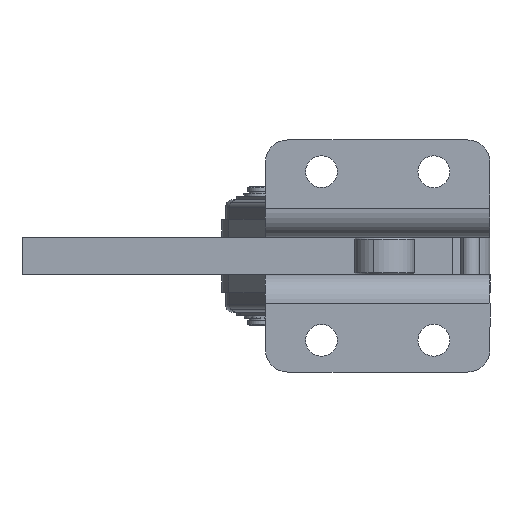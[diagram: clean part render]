
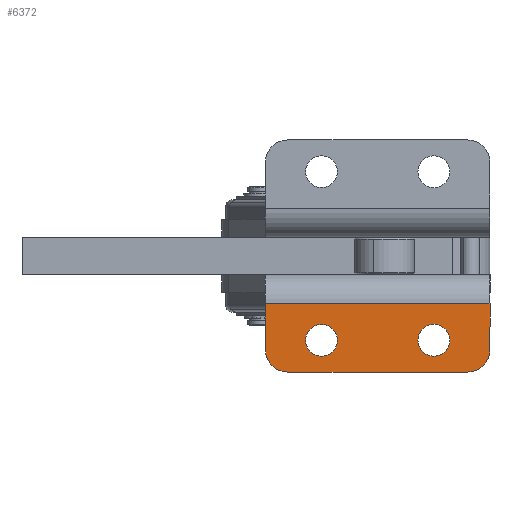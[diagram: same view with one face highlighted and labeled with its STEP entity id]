
A CAD part, front view. The second image highlights one B-rep face of the part: STEP entity #6372.
In plain terms, the highlighted free-form (B-spline) face has degree [1, 1] with [2, 2] control points.
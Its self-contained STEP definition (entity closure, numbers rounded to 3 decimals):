
#2481=CARTESIAN_POINT('',(4.991,304.046,-91.965));
#2482=VERTEX_POINT('',#2481);
#2491=CARTESIAN_POINT('',(-3.509,304.046,-91.965));
#2492=VERTEX_POINT('',#2491);
#2493=CARTESIAN_POINT('',(0.741,304.046,-91.965));
#2494=DIRECTION('',(0.0,-1.0,0.0));
#2495=DIRECTION('',(1.0,0.0,0.0));
#2496=AXIS2_PLACEMENT_3D('',#2493,#2494,#2495);
#2497=CIRCLE('',#2496,4.25);
#2498=EDGE_CURVE('',#2482,#2492,#2497,.T.);
#2544=CARTESIAN_POINT('',(-33.509,304.046,-91.965));
#2545=VERTEX_POINT('',#2544);
#2554=CARTESIAN_POINT('',(-25.009,304.046,-91.965));
#2555=VERTEX_POINT('',#2554);
#2556=CARTESIAN_POINT('',(-29.259,304.046,-91.965));
#2557=DIRECTION('',(0.0,-1.0,0.0));
#2558=DIRECTION('',(-1.0,0.0,0.0));
#2559=AXIS2_PLACEMENT_3D('',#2556,#2557,#2558);
#2560=CIRCLE('',#2559,4.25);
#2561=EDGE_CURVE('',#2545,#2555,#2560,.T.);
#2607=CARTESIAN_POINT('',(13.984,304.046,-98.707));
#2608=VERTEX_POINT('',#2607);
#2617=CARTESIAN_POINT('',(9.741,304.046,-100.465));
#2618=VERTEX_POINT('',#2617);
#2619=CARTESIAN_POINT('',(9.741,304.046,-94.465));
#2620=DIRECTION('',(0.,-1.,0.));
#2621=DIRECTION('',(0.707,0.,-0.707));
#2622=AXIS2_PLACEMENT_3D('',#2619,#2620,#2621);
#2623=CIRCLE('',#2622,6.);
#2624=EDGE_CURVE('',#2618,#2608,#2623,.T.);
#2670=CARTESIAN_POINT('',(-42.501,304.046,-98.707));
#2671=VERTEX_POINT('',#2670);
#2680=CARTESIAN_POINT('',(-44.259,304.046,-94.465));
#2681=VERTEX_POINT('',#2680);
#2682=CARTESIAN_POINT('',(-38.259,304.046,-94.465));
#2683=DIRECTION('',(0.,-1.,0.));
#2684=DIRECTION('',(-0.707,0.,-0.707));
#2685=AXIS2_PLACEMENT_3D('',#2682,#2683,#2684);
#2686=CIRCLE('',#2685,6.0);
#2687=EDGE_CURVE('',#2681,#2671,#2686,.T.);
#5808=CARTESIAN_POINT('',(15.741,304.046,-82.21));
#5809=VERTEX_POINT('',#5808);
#5818=CARTESIAN_POINT('',(-44.259,304.046,-82.21));
#5819=VERTEX_POINT('',#5818);
#5827=CARTESIAN_POINT('',(-44.259,304.046,-82.21));
#5828=DIRECTION('',(1.0,0.0,0.0));
#5829=VECTOR('',#5828,60.0);
#5830=LINE('',#5827,#5829);
#5831=EDGE_CURVE('',#5819,#5809,#5830,.T.);
#6074=CARTESIAN_POINT('',(-38.259,304.046,-100.465));
#6075=VERTEX_POINT('',#6074);
#6076=CARTESIAN_POINT('',(-38.259,304.046,-100.465));
#6077=DIRECTION('',(1.0,0.0,0.0));
#6078=VECTOR('',#6077,48.);
#6079=LINE('',#6076,#6078);
#6080=EDGE_CURVE('',#6075,#2618,#6079,.T.);
#6104=CARTESIAN_POINT('',(-44.259,304.046,-82.21));
#6105=DIRECTION('',(0.0,0.0,-1.0));
#6106=VECTOR('',#6105,12.254);
#6107=LINE('',#6104,#6106);
#6108=EDGE_CURVE('',#5819,#2681,#6107,.T.);
#6166=CARTESIAN_POINT('',(-38.259,304.046,-94.465));
#6167=DIRECTION('',(0.,-1.,0.));
#6168=DIRECTION('',(-0.707,0.,-0.707));
#6169=AXIS2_PLACEMENT_3D('',#6166,#6167,#6168);
#6170=CIRCLE('',#6169,6.0);
#6171=EDGE_CURVE('',#2671,#6075,#6170,.T.);
#6212=CARTESIAN_POINT('',(15.741,304.046,-94.465));
#6213=VERTEX_POINT('',#6212);
#6220=CARTESIAN_POINT('',(9.741,304.046,-94.465));
#6221=DIRECTION('',(0.,-1.,0.));
#6222=DIRECTION('',(0.707,0.,-0.707));
#6223=AXIS2_PLACEMENT_3D('',#6220,#6221,#6222);
#6224=CIRCLE('',#6223,6.);
#6225=EDGE_CURVE('',#2608,#6213,#6224,.T.);
#6265=CARTESIAN_POINT('',(-29.259,304.046,-91.965));
#6266=DIRECTION('',(0.0,-1.0,0.0));
#6267=DIRECTION('',(-1.0,0.0,0.0));
#6268=AXIS2_PLACEMENT_3D('',#6265,#6266,#6267);
#6269=CIRCLE('',#6268,4.25);
#6270=EDGE_CURVE('',#2555,#2545,#6269,.T.);
#6289=CARTESIAN_POINT('',(0.741,304.046,-91.965));
#6290=DIRECTION('',(0.0,-1.0,0.0));
#6291=DIRECTION('',(1.0,0.0,0.0));
#6292=AXIS2_PLACEMENT_3D('',#6289,#6290,#6291);
#6293=CIRCLE('',#6292,4.25);
#6294=EDGE_CURVE('',#2492,#2482,#6293,.T.);
#6315=CARTESIAN_POINT('',(15.741,304.046,-94.465));
#6316=DIRECTION('',(0.0,0.0,1.0));
#6317=VECTOR('',#6316,12.254);
#6318=LINE('',#6315,#6317);
#6319=EDGE_CURVE('',#6213,#5809,#6318,.T.);
#6349=CARTESIAN_POINT('',(-44.259,304.046,-82.21));
#6350=CARTESIAN_POINT('',(15.741,304.046,-82.21));
#6351=CARTESIAN_POINT('',(-44.259,304.046,-100.465));
#6352=CARTESIAN_POINT('',(15.741,304.046,-100.465));
#6353=B_SPLINE_SURFACE_WITH_KNOTS('',1,1,((#6349,#6351),(#6350,#6352)),.UNSPECIFIED.,.F.,.F.,.U.,(2,2),(2,2),(0.0,60.),(0.0,18.254),.UNSPECIFIED.);
#6354=ORIENTED_EDGE('',*,*,#5831,.F.);
#6355=ORIENTED_EDGE('',*,*,#6108,.T.);
#6356=ORIENTED_EDGE('',*,*,#2687,.T.);
#6357=ORIENTED_EDGE('',*,*,#6171,.T.);
#6358=ORIENTED_EDGE('',*,*,#6080,.T.);
#6359=ORIENTED_EDGE('',*,*,#2624,.T.);
#6360=ORIENTED_EDGE('',*,*,#6225,.T.);
#6361=ORIENTED_EDGE('',*,*,#6319,.T.);
#6362=EDGE_LOOP('',(#6354,#6355,#6356,#6357,#6358,#6359,#6360,#6361));
#6363=FACE_OUTER_BOUND('',#6362,.T.);
#6364=ORIENTED_EDGE('',*,*,#6270,.F.);
#6365=ORIENTED_EDGE('',*,*,#2561,.F.);
#6366=EDGE_LOOP('',(#6364,#6365));
#6367=FACE_BOUND('',#6366,.T.);
#6368=ORIENTED_EDGE('',*,*,#6294,.F.);
#6369=ORIENTED_EDGE('',*,*,#2498,.F.);
#6370=EDGE_LOOP('',(#6368,#6369));
#6371=FACE_BOUND('',#6370,.T.);
#6372=ADVANCED_FACE('',(#6363,#6367,#6371),#6353,.F.);
